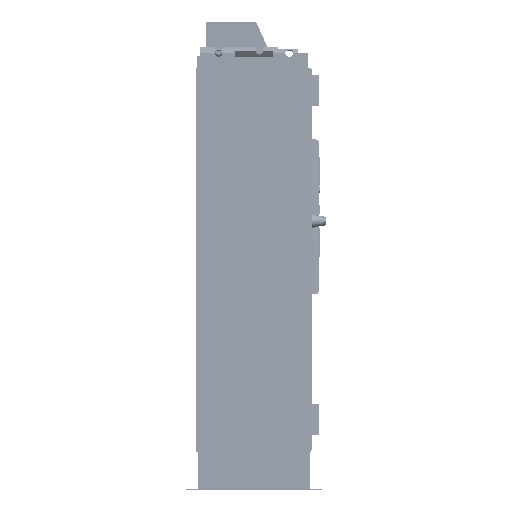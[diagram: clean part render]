
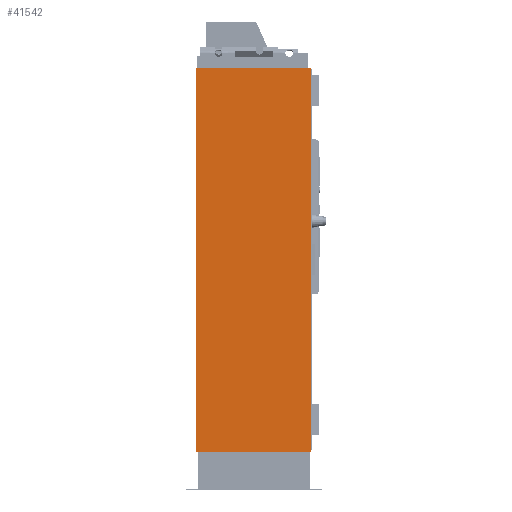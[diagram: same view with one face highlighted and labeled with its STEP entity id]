
A CAD part, left-side view. The second image highlights one B-rep face of the part: STEP entity #41542.
In plain terms, the highlighted planar face has unit normal (-1, 0, 0).
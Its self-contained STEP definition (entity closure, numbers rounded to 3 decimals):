
#33554=FACE_OUTER_BOUND('',#55946,.T.);
#41542=ADVANCED_FACE('',(#33554),#47178,.T.);
#47178=PLANE('',#149129);
#55946=EDGE_LOOP('',(#69067,#69068,#69069,#69070));
#69067=ORIENTED_EDGE('',*,*,#107210,.F.);
#69068=ORIENTED_EDGE('',*,*,#108005,.T.);
#69069=ORIENTED_EDGE('',*,*,#108006,.F.);
#69070=ORIENTED_EDGE('',*,*,#108007,.F.);
#95569=VERTEX_POINT('',#192707);
#95571=VERTEX_POINT('',#192711);
#96138=VERTEX_POINT('',#194620);
#96139=VERTEX_POINT('',#194624);
#107210=EDGE_CURVE('',#95571,#95569,#122236,.T.);
#108005=EDGE_CURVE('',#95571,#96138,#122913,.T.);
#108006=EDGE_CURVE('',#96139,#96138,#122914,.T.);
#108007=EDGE_CURVE('',#95569,#96139,#122915,.T.);
#122236=LINE('',#192712,#135832);
#122913=LINE('',#194621,#136509);
#122914=LINE('',#194623,#136510);
#122915=LINE('',#194625,#136511);
#135832=VECTOR('',#159999,1.);
#136509=VECTOR('',#161294,1.);
#136510=VECTOR('',#161297,1.);
#136511=VECTOR('',#161298,1.);
#149129=AXIS2_PLACEMENT_3D('',#194626,#161299,#161300);
#159999=DIRECTION('',(0.,-1.,0.));
#161294=DIRECTION('',(0.,0.,-1.));
#161297=DIRECTION('',(0.,1.,0.));
#161298=DIRECTION('',(0.,0.,-1.));
#161299=DIRECTION('',(-1.,0.,0.));
#161300=DIRECTION('',(0.,0.,1.));
#192707=CARTESIAN_POINT('',(-1750.,0.,1899.5));
#192711=CARTESIAN_POINT('',(-1750.,600.,1899.5));
#192712=CARTESIAN_POINT('',(-1750.,600.,1899.5));
#194620=CARTESIAN_POINT('',(-1750.,600.,-100.));
#194621=CARTESIAN_POINT('',(-1750.,600.,1932.5));
#194623=CARTESIAN_POINT('',(-1750.,600.,-100.));
#194624=CARTESIAN_POINT('',(-1750.,0.,-100.));
#194625=CARTESIAN_POINT('',(-1750.,0.,0.));
#194626=CARTESIAN_POINT('',(-1750.,300.,1932.5));
